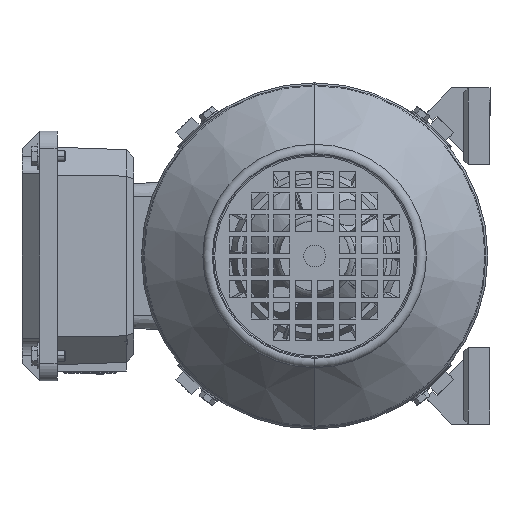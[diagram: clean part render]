
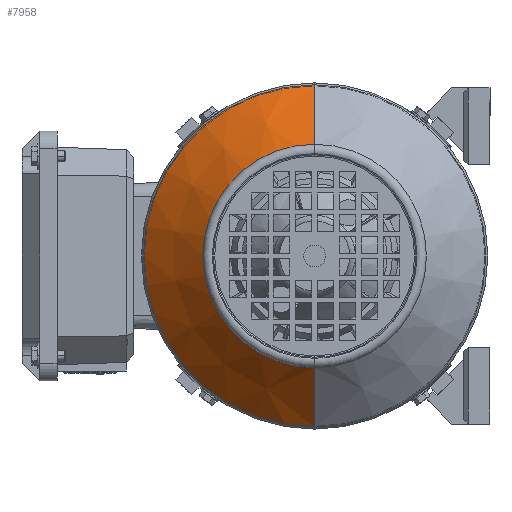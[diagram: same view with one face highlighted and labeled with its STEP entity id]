
A CAD part, left-side view. The second image highlights one B-rep face of the part: STEP entity #7958.
In plain terms, the highlighted conical face has half-angle 45 degrees and reference radius 51 mm.
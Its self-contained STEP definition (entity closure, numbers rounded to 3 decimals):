
#5184 = VERTEX_POINT ( 'NONE', #27749 ) ;
#5199 = VERTEX_POINT ( 'NONE', #27716 ) ;
#5248 = VERTEX_POINT ( 'NONE', #27862 ) ;
#5256 = EDGE_CURVE ( 'NONE', #5199, #5248, #27836, .T. ) ;
#5368 = EDGE_CURVE ( 'NONE', #5184, #5372, #28160, .T. ) ;
#5372 = VERTEX_POINT ( 'NONE', #28155 ) ;
#7942 = EDGE_CURVE ( 'NONE', #5372, #5248, #34635, .T. ) ;
#7958 = ADVANCED_FACE ( 'NONE', ( #34728 ), #34719, .T. ) ;
#7960 = EDGE_LOOP ( 'NONE', ( #8111, #8117, #8126, #7995 ) ) ;
#7995 = ORIENTED_EDGE ( 'NONE', *, *, #7942, .F. ) ;
#8111 = ORIENTED_EDGE ( 'NONE', *, *, #5368, .F. ) ;
#8117 = ORIENTED_EDGE ( 'NONE', *, *, #8123, .T. ) ;
#8123 = EDGE_CURVE ( 'NONE', #5184, #5199, #35111, .T. ) ;
#8126 = ORIENTED_EDGE ( 'NONE', *, *, #5256, .T. ) ;
#27716 = CARTESIAN_POINT ( 'NONE',  ( 86.331, 0., 51. ) ) ;
#27749 = CARTESIAN_POINT ( 'NONE',  ( 86.331, 0., -51. ) ) ;
#27831 = DIRECTION ( 'NONE',  ( -0.707, 0., 0.707 ) ) ;
#27833 = VECTOR ( 'NONE', #27831, 1000. ) ;
#27834 = CARTESIAN_POINT ( 'NONE',  ( 86.331, 0., 51. ) ) ;
#27836 = LINE ( 'NONE', #27834, #27833 ) ;
#27862 = CARTESIAN_POINT ( 'NONE',  ( 59.21, 0., 78.121 ) ) ;
#28155 = CARTESIAN_POINT ( 'NONE',  ( 59.21, 0., -78.121 ) ) ;
#28157 = DIRECTION ( 'NONE',  ( -0.707, 0., -0.707 ) ) ;
#28158 = VECTOR ( 'NONE', #28157, 1000. ) ;
#28159 = CARTESIAN_POINT ( 'NONE',  ( 86.331, 0., -51. ) ) ;
#28160 = LINE ( 'NONE', #28159, #28158 ) ;
#34634 = AXIS2_PLACEMENT_3D ( 'NONE', #34674, #34755, #34754 ) ;
#34635 = CIRCLE ( 'NONE', #34634, 78.121 ) ;
#34674 = CARTESIAN_POINT ( 'NONE',  ( 59.21, 0., 0. ) ) ;
#34706 = DIRECTION ( 'NONE',  ( 0., 0., 1. ) ) ;
#34708 = DIRECTION ( 'NONE',  ( -1., 0., 0. ) ) ;
#34710 = CARTESIAN_POINT ( 'NONE',  ( 86.331, 0., 0. ) ) ;
#34712 = AXIS2_PLACEMENT_3D ( 'NONE', #34710, #34708, #34706 ) ;
#34719 = CONICAL_SURFACE ( 'NONE', #34712, 51., 0.785 ) ;
#34728 = FACE_OUTER_BOUND ( 'NONE', #7960, .T. ) ;
#34754 = DIRECTION ( 'NONE',  ( 0., 0., 1. ) ) ;
#34755 = DIRECTION ( 'NONE',  ( -1., 0., 0. ) ) ;
#35103 = DIRECTION ( 'NONE',  ( 0., 0., 1. ) ) ;
#35105 = DIRECTION ( 'NONE',  ( -1., 0., 0. ) ) ;
#35108 = CARTESIAN_POINT ( 'NONE',  ( 86.331, 0., 0. ) ) ;
#35110 = AXIS2_PLACEMENT_3D ( 'NONE', #35108, #35105, #35103 ) ;
#35111 = CIRCLE ( 'NONE', #35110, 51. ) ;
